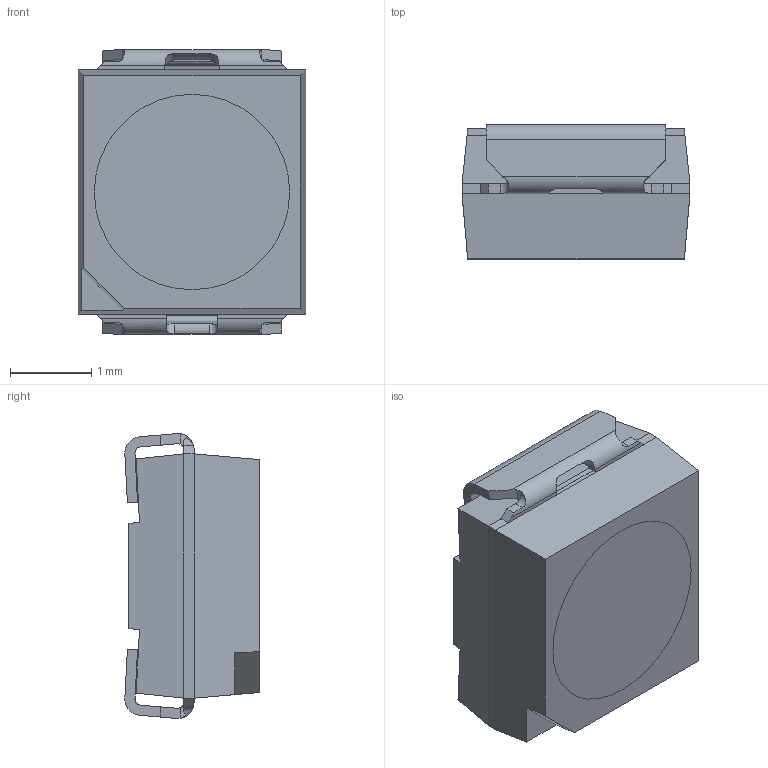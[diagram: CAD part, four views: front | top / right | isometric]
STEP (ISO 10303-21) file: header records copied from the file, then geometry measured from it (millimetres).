
FILE_DESCRIPTION( ( '' ), ' ' );
FILE_NAME( '593571d843e38d0f421daa8e.step', '2017-06-05T15:02:59', ( '' ), ( '' ), ' ', ' ', ' ' );
FILE_SCHEMA( ( 'AUTOMOTIVE_DESIGN { 1 0 10303 214 1 1 1 1 }' ) );
Length unit declared in the file: metre
Products named in the file (4): 1; 2; 3; 4
Bounding box: 2.8 x 1.65 x 3.5 mm (x, y, z)
Surface area: 57.6 mm2 (no closed solid volume)
Topology: 0 solids, 90 shells, 90 faces, 609 edges, 606 vertices
Faces by surface type: plane 62, cylinder 28
Full cylindrical faces by diameter (mm): 1 x1, 2.4 x2
Entity records: 6873 total; most frequent: CARTESIAN_POINT 1884, DIRECTION 826, ORIENTED_EDGE 606, EDGE_CURVE 606, VERTEX_POINT 606, LINE 360, VECTOR 360, AXIS2_PLACEMENT_3D 233
